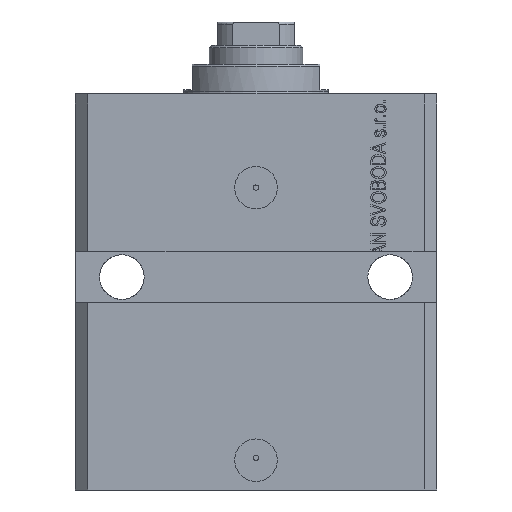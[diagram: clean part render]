
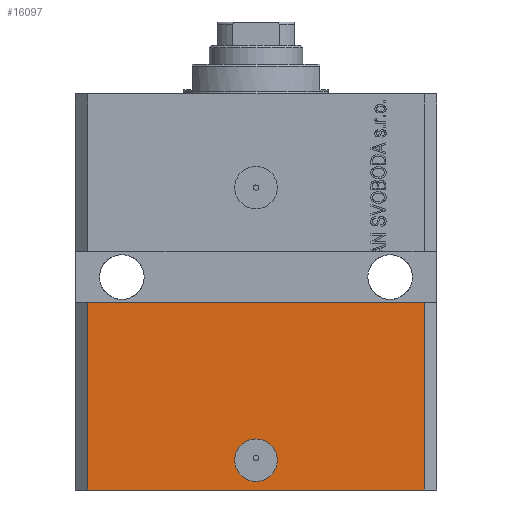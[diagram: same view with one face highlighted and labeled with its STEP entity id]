
A CAD part, front view. The second image highlights one B-rep face of the part: STEP entity #16097.
In plain terms, the highlighted planar face has unit normal (0, -1, 0).
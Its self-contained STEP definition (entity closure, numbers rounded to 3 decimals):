
#317 = ORIENTED_EDGE ( 'NONE', *, *, #23284, .F. ) ;
#1431 = VECTOR ( 'NONE', #31178, 1000. ) ;
#1724 = CARTESIAN_POINT ( 'NONE',  ( 0., -31.5, -86. ) ) ;
#1751 = ORIENTED_EDGE ( 'NONE', *, *, #42635, .F. ) ;
#3983 = DIRECTION ( 'NONE',  ( 0., -1., 0. ) ) ;
#4172 = CARTESIAN_POINT ( 'NONE',  ( 39.5, -31.5, -93. ) ) ;
#4313 = CARTESIAN_POINT ( 'NONE',  ( 39.5, -31.5, -49. ) ) ;
#4699 = ORIENTED_EDGE ( 'NONE', *, *, #29914, .F. ) ;
#4961 = EDGE_CURVE ( 'NONE', #19963, #34985, #5191, .T. ) ;
#5191 = LINE ( 'NONE', #41539, #1431 ) ;
#5547 = AXIS2_PLACEMENT_3D ( 'NONE', #18183, #3983, #33807 ) ;
#5779 = AXIS2_PLACEMENT_3D ( 'NONE', #9290, #13602, #28271 ) ;
#6057 = DIRECTION ( 'NONE',  ( 0., -1., 0. ) ) ;
#7940 = CARTESIAN_POINT ( 'NONE',  ( 39.5, -31.5, -93. ) ) ;
#8822 = VECTOR ( 'NONE', #10415, 1000. ) ;
#9290 = CARTESIAN_POINT ( 'NONE',  ( 0., -31.5, -86. ) ) ;
#9971 = EDGE_LOOP ( 'NONE', ( #317, #1751 ) ) ;
#10415 = DIRECTION ( 'NONE',  ( 1., 0., 0. ) ) ;
#11929 = CIRCLE ( 'NONE', #5779, 5. ) ;
#13602 = DIRECTION ( 'NONE',  ( 0., -1., 0. ) ) ;
#14712 = ORIENTED_EDGE ( 'NONE', *, *, #26079, .T. ) ;
#14971 = VECTOR ( 'NONE', #43111, 1000. ) ;
#15403 = DIRECTION ( 'NONE',  ( 0., 0., 1. ) ) ;
#16097 = ADVANCED_FACE ( 'NONE', ( #37178, #36949 ), #25643, .T. ) ;
#17188 = VERTEX_POINT ( 'NONE', #4172 ) ;
#17850 = CARTESIAN_POINT ( 'NONE',  ( -39.5, -31.5, -49. ) ) ;
#18183 = CARTESIAN_POINT ( 'NONE',  ( -39.5, -31.5, -93. ) ) ;
#19519 = CARTESIAN_POINT ( 'NONE',  ( -5., -31.5, -86. ) ) ;
#19963 = VERTEX_POINT ( 'NONE', #26053 ) ;
#21001 = LINE ( 'NONE', #32303, #8822 ) ;
#23284 = EDGE_CURVE ( 'NONE', #43704, #31152, #11929, .T. ) ;
#23536 = ORIENTED_EDGE ( 'NONE', *, *, #4961, .F. ) ;
#24338 = LINE ( 'NONE', #31321, #14971 ) ;
#25643 = PLANE ( 'NONE',  #5547 ) ;
#26053 = CARTESIAN_POINT ( 'NONE',  ( -39.5, -31.5, -93. ) ) ;
#26079 = EDGE_CURVE ( 'NONE', #17188, #46361, #38234, .T. ) ;
#27944 = DIRECTION ( 'NONE',  ( 1., 0., 0. ) ) ;
#28271 = DIRECTION ( 'NONE',  ( 1., 0., 0. ) ) ;
#28314 = AXIS2_PLACEMENT_3D ( 'NONE', #1724, #6057, #27944 ) ;
#29896 = CARTESIAN_POINT ( 'NONE',  ( 5., -31.5, -86. ) ) ;
#29914 = EDGE_CURVE ( 'NONE', #34985, #46361, #21001, .T. ) ;
#30181 = EDGE_LOOP ( 'NONE', ( #4699, #23536, #45605, #14712 ) ) ;
#31152 = VERTEX_POINT ( 'NONE', #19519 ) ;
#31178 = DIRECTION ( 'NONE',  ( 0., 0., 1. ) ) ;
#31321 = CARTESIAN_POINT ( 'NONE',  ( -39.5, -31.5, -93. ) ) ;
#32154 = EDGE_CURVE ( 'NONE', #19963, #17188, #24338, .T. ) ;
#32303 = CARTESIAN_POINT ( 'NONE',  ( -42.5, -31.5, -49. ) ) ;
#33807 = DIRECTION ( 'NONE',  ( 0., 0., -1. ) ) ;
#34985 = VERTEX_POINT ( 'NONE', #17850 ) ;
#36949 = FACE_OUTER_BOUND ( 'NONE', #30181, .T. ) ;
#37178 = FACE_BOUND ( 'NONE', #9971, .T. ) ;
#38234 = LINE ( 'NONE', #7940, #42653 ) ;
#39861 = CIRCLE ( 'NONE', #28314, 5. ) ;
#41539 = CARTESIAN_POINT ( 'NONE',  ( -39.5, -31.5, -93. ) ) ;
#42635 = EDGE_CURVE ( 'NONE', #31152, #43704, #39861, .T. ) ;
#42653 = VECTOR ( 'NONE', #15403, 1000. ) ;
#43111 = DIRECTION ( 'NONE',  ( 1., 0., 0. ) ) ;
#43704 = VERTEX_POINT ( 'NONE', #29896 ) ;
#45605 = ORIENTED_EDGE ( 'NONE', *, *, #32154, .T. ) ;
#46361 = VERTEX_POINT ( 'NONE', #4313 ) ;
